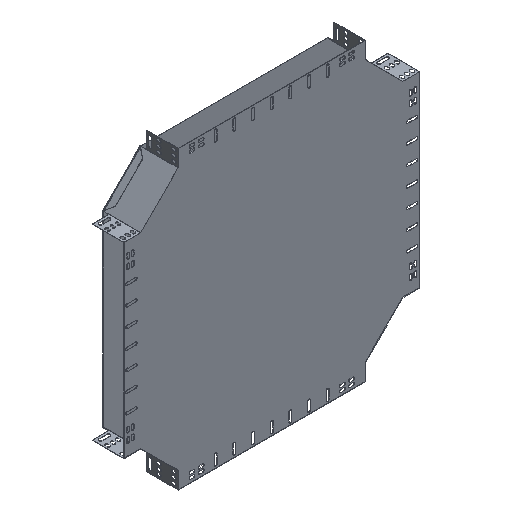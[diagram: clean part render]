
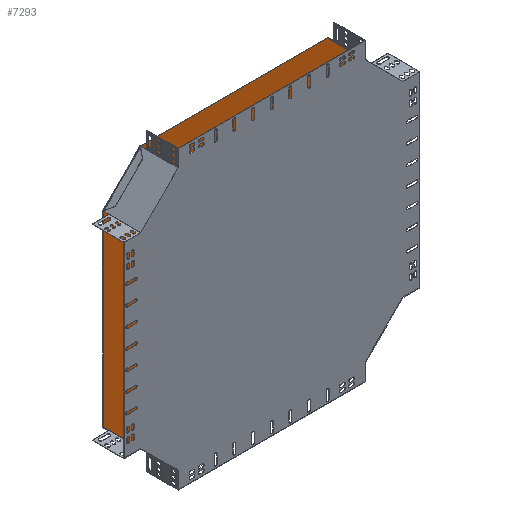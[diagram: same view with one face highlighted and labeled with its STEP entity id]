
A CAD part, isometric view. The second image highlights one B-rep face of the part: STEP entity #7293.
In plain terms, the highlighted planar face has unit normal (0, -1, 0).
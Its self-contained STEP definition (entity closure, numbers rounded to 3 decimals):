
#5 = ORIENTED_EDGE ( 'NONE', *, *, #4128, .F. ) ;
#10 = VERTEX_POINT ( 'NONE', #6594 ) ;
#731 = CARTESIAN_POINT ( 'NONE',  ( -342.337, 189.964, -246.549 ) ) ;
#976 = VECTOR ( 'NONE', #14562, 1000. ) ;
#1072 = EDGE_CURVE ( 'NONE', #10783, #14441, #18776, .T. ) ;
#1278 = VECTOR ( 'NONE', #4020, 1000. ) ;
#1913 = EDGE_LOOP ( 'NONE', ( #14433, #4229, #13448, #5, #11794, #10519, #16576, #17929 ) ) ;
#2237 = EDGE_CURVE ( 'NONE', #14441, #10, #8049, .T. ) ;
#2509 = CARTESIAN_POINT ( 'NONE',  ( -342.337, 189.964, -246.549 ) ) ;
#3046 = EDGE_CURVE ( 'NONE', #9534, #10783, #3637, .T. ) ;
#3066 = LINE ( 'NONE', #14935, #6759 ) ;
#3360 = DIRECTION ( 'NONE',  ( 1., 0., 0. ) ) ;
#3637 = LINE ( 'NONE', #2509, #1278 ) ;
#3773 = CARTESIAN_POINT ( 'NONE',  ( -242.337, 189.964, 355.051 ) ) ;
#3811 = VERTEX_POINT ( 'NONE', #14321 ) ;
#4020 = DIRECTION ( 'NONE',  ( 0., 0., 1. ) ) ;
#4093 = EDGE_CURVE ( 'NONE', #10, #10048, #14831, .T. ) ;
#4128 = EDGE_CURVE ( 'NONE', #8553, #3811, #3066, .T. ) ;
#4229 = ORIENTED_EDGE ( 'NONE', *, *, #3046, .F. ) ;
#4252 = LINE ( 'NONE', #13090, #976 ) ;
#4806 = VECTOR ( 'NONE', #3360, 1000. ) ;
#4853 = CARTESIAN_POINT ( 'NONE',  ( 359.263, 189.964, 255.051 ) ) ;
#4985 = VECTOR ( 'NONE', #17946, 1000. ) ;
#5550 = DIRECTION ( 'NONE',  ( 0., -1., 0. ) ) ;
#6594 = CARTESIAN_POINT ( 'NONE',  ( 259.263, 189.964, 355.051 ) ) ;
#6759 = VECTOR ( 'NONE', #16401, 1000. ) ;
#7263 = DIRECTION ( 'NONE',  ( 0., 0., -1. ) ) ;
#7293 = ADVANCED_FACE ( 'NONE', ( #15584 ), #9920, .T. ) ;
#8049 = LINE ( 'NONE', #12119, #4806 ) ;
#8157 = VECTOR ( 'NONE', #7263, 1000. ) ;
#8553 = VERTEX_POINT ( 'NONE', #13045 ) ;
#8934 = CARTESIAN_POINT ( 'NONE',  ( 359.263, 189.964, 255.051 ) ) ;
#9143 = CARTESIAN_POINT ( 'NONE',  ( 259.263, 189.964, -346.549 ) ) ;
#9534 = VERTEX_POINT ( 'NONE', #731 ) ;
#9663 = DIRECTION ( 'NONE',  ( 0.707, 0., 0.707 ) ) ;
#9696 = LINE ( 'NONE', #11669, #8157 ) ;
#9920 = PLANE ( 'NONE',  #17273 ) ;
#10048 = VERTEX_POINT ( 'NONE', #4853 ) ;
#10059 = LINE ( 'NONE', #9143, #4985 ) ;
#10315 = VECTOR ( 'NONE', #9663, 1000. ) ;
#10519 = ORIENTED_EDGE ( 'NONE', *, *, #15735, .F. ) ;
#10783 = VERTEX_POINT ( 'NONE', #18312 ) ;
#11263 = CARTESIAN_POINT ( 'NONE',  ( 359.263, 189.964, -246.549 ) ) ;
#11669 = CARTESIAN_POINT ( 'NONE',  ( 359.263, 189.964, 255.051 ) ) ;
#11794 = ORIENTED_EDGE ( 'NONE', *, *, #12554, .F. ) ;
#12119 = CARTESIAN_POINT ( 'NONE',  ( -242.337, 189.964, 355.051 ) ) ;
#12554 = EDGE_CURVE ( 'NONE', #18694, #8553, #10059, .T. ) ;
#13045 = CARTESIAN_POINT ( 'NONE',  ( 259.263, 189.964, -346.549 ) ) ;
#13090 = CARTESIAN_POINT ( 'NONE',  ( -342.337, 189.964, -246.549 ) ) ;
#13386 = DIRECTION ( 'NONE',  ( 0.707, 0., -0.707 ) ) ;
#13448 = ORIENTED_EDGE ( 'NONE', *, *, #15704, .F. ) ;
#14109 = VECTOR ( 'NONE', #13386, 1000. ) ;
#14321 = CARTESIAN_POINT ( 'NONE',  ( -242.337, 189.964, -346.549 ) ) ;
#14376 = CARTESIAN_POINT ( 'NONE',  ( -593.137, 189.964, 4.251 ) ) ;
#14433 = ORIENTED_EDGE ( 'NONE', *, *, #1072, .F. ) ;
#14441 = VERTEX_POINT ( 'NONE', #14727 ) ;
#14562 = DIRECTION ( 'NONE',  ( -0.707, 0., 0.707 ) ) ;
#14727 = CARTESIAN_POINT ( 'NONE',  ( -242.337, 189.964, 355.051 ) ) ;
#14831 = LINE ( 'NONE', #8934, #14109 ) ;
#14935 = CARTESIAN_POINT ( 'NONE',  ( 259.263, 189.964, -346.549 ) ) ;
#15584 = FACE_OUTER_BOUND ( 'NONE', #1913, .T. ) ;
#15704 = EDGE_CURVE ( 'NONE', #3811, #9534, #4252, .T. ) ;
#15735 = EDGE_CURVE ( 'NONE', #10048, #18694, #9696, .T. ) ;
#15864 = DIRECTION ( 'NONE',  ( 0., 0., -1. ) ) ;
#16401 = DIRECTION ( 'NONE',  ( -1., 0., 0. ) ) ;
#16576 = ORIENTED_EDGE ( 'NONE', *, *, #4093, .F. ) ;
#17273 = AXIS2_PLACEMENT_3D ( 'NONE', #14376, #5550, #15864 ) ;
#17929 = ORIENTED_EDGE ( 'NONE', *, *, #2237, .F. ) ;
#17946 = DIRECTION ( 'NONE',  ( -0.707, 0., -0.707 ) ) ;
#18312 = CARTESIAN_POINT ( 'NONE',  ( -342.337, 189.964, 255.051 ) ) ;
#18694 = VERTEX_POINT ( 'NONE', #11263 ) ;
#18776 = LINE ( 'NONE', #3773, #10315 ) ;
